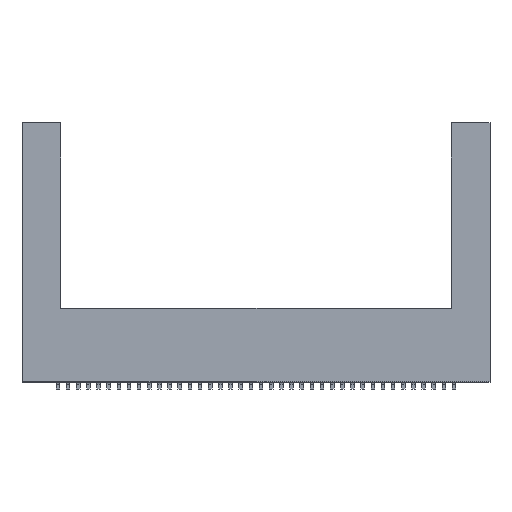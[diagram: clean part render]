
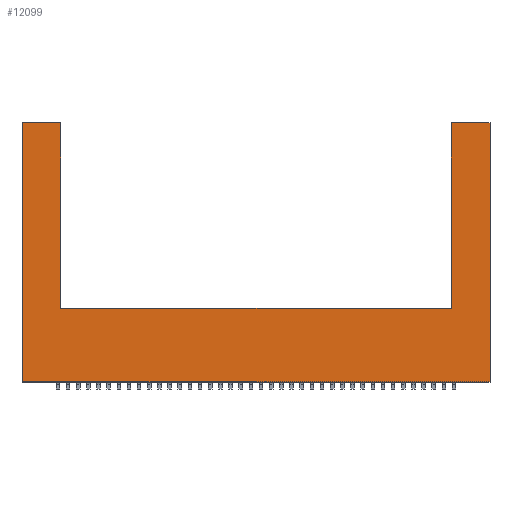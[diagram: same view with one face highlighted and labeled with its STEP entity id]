
A CAD part, top view. The second image highlights one B-rep face of the part: STEP entity #12099.
In plain terms, the highlighted planar face has unit normal (0, 0, 1).
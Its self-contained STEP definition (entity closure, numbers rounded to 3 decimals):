
#11666=CARTESIAN_POINT('',(-23.032,25.862,5.44));
#11667=VERTEX_POINT('',#11666);
#11674=CARTESIAN_POINT('',(-19.222,25.862,5.44));
#11675=VERTEX_POINT('',#11674);
#11676=CARTESIAN_POINT('',(-19.222,25.862,5.44));
#11677=DIRECTION('',(-1.0,0.0,0.0));
#11678=VECTOR('',#11677,3.81);
#11679=LINE('',#11676,#11678);
#11680=EDGE_CURVE('',#11675,#11667,#11679,.T.);
#11899=CARTESIAN_POINT('',(-19.222,7.6,5.44));
#11900=VERTEX_POINT('',#11899);
#11909=CARTESIAN_POINT('',(19.222,7.6,5.44));
#11910=VERTEX_POINT('',#11909);
#11911=CARTESIAN_POINT('',(19.222,7.6,5.44));
#11912=DIRECTION('',(-1.0,0.0,0.0));
#11913=VECTOR('',#11912,38.444);
#11914=LINE('',#11911,#11913);
#11915=EDGE_CURVE('',#11910,#11900,#11914,.T.);
#12034=CARTESIAN_POINT('',(-23.032,0.36,5.44));
#12035=VERTEX_POINT('',#12034);
#12042=CARTESIAN_POINT('',(-23.032,25.862,5.44));
#12043=DIRECTION('',(0.0,-1.0,0.0));
#12044=VECTOR('',#12043,25.502);
#12045=LINE('',#12042,#12044);
#12046=EDGE_CURVE('',#11667,#12035,#12045,.T.);
#12053=CARTESIAN_POINT('',(25.335,27.137,5.44));
#12054=DIRECTION('',(0.0,0.0,1.0));
#12055=DIRECTION('',(0.0,-1.0,0.0));
#12056=AXIS2_PLACEMENT_3D('',#12053,#12054,#12055);
#12057=PLANE('',#12056);
#12058=CARTESIAN_POINT('',(23.032,0.36,5.44));
#12059=VERTEX_POINT('',#12058);
#12060=CARTESIAN_POINT('',(23.032,0.36,5.44));
#12061=DIRECTION('',(-1.0,0.0,0.0));
#12062=VECTOR('',#12061,46.064);
#12063=LINE('',#12060,#12062);
#12064=EDGE_CURVE('',#12059,#12035,#12063,.T.);
#12065=ORIENTED_EDGE('',*,*,#12064,.F.);
#12066=CARTESIAN_POINT('',(23.032,25.862,5.44));
#12067=VERTEX_POINT('',#12066);
#12068=CARTESIAN_POINT('',(23.032,25.862,5.44));
#12069=DIRECTION('',(0.0,-1.0,0.0));
#12070=VECTOR('',#12069,25.502);
#12071=LINE('',#12068,#12070);
#12072=EDGE_CURVE('',#12067,#12059,#12071,.T.);
#12073=ORIENTED_EDGE('',*,*,#12072,.F.);
#12074=CARTESIAN_POINT('',(19.222,25.862,5.44));
#12075=VERTEX_POINT('',#12074);
#12076=CARTESIAN_POINT('',(23.032,25.862,5.44));
#12077=DIRECTION('',(-1.0,0.0,0.0));
#12078=VECTOR('',#12077,3.81);
#12079=LINE('',#12076,#12078);
#12080=EDGE_CURVE('',#12067,#12075,#12079,.T.);
#12081=ORIENTED_EDGE('',*,*,#12080,.T.);
#12082=CARTESIAN_POINT('',(19.222,25.862,5.44));
#12083=DIRECTION('',(0.0,-1.0,0.0));
#12084=VECTOR('',#12083,18.262);
#12085=LINE('',#12082,#12084);
#12086=EDGE_CURVE('',#12075,#11910,#12085,.T.);
#12087=ORIENTED_EDGE('',*,*,#12086,.T.);
#12088=ORIENTED_EDGE('',*,*,#11915,.T.);
#12089=CARTESIAN_POINT('',(-19.222,25.862,5.44));
#12090=DIRECTION('',(0.0,-1.0,0.0));
#12091=VECTOR('',#12090,18.262);
#12092=LINE('',#12089,#12091);
#12093=EDGE_CURVE('',#11675,#11900,#12092,.T.);
#12094=ORIENTED_EDGE('',*,*,#12093,.F.);
#12095=ORIENTED_EDGE('',*,*,#11680,.T.);
#12096=ORIENTED_EDGE('',*,*,#12046,.T.);
#12097=EDGE_LOOP('',(#12065,#12073,#12081,#12087,#12088,#12094,#12095,#12096));
#12098=FACE_OUTER_BOUND('',#12097,.T.);
#12099=ADVANCED_FACE('',(#12098),#12057,.T.);
